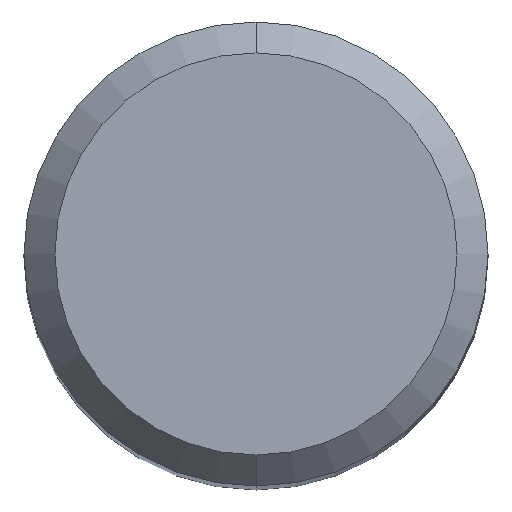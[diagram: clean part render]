
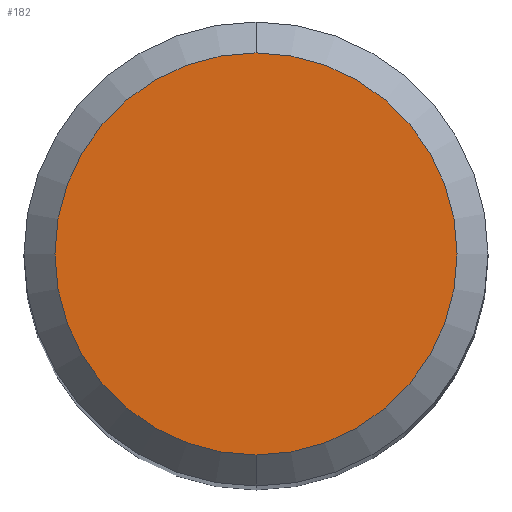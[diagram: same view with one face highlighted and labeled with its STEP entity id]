
A CAD part, top view. The second image highlights one B-rep face of the part: STEP entity #182.
In plain terms, the highlighted planar face has unit normal (0, 0, 1).
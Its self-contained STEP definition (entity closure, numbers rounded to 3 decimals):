
#160=VERTEX_POINT('',#332);
#168=VERTEX_POINT('',#341);
#182=ADVANCED_FACE('',(#356),#357,.T.);
#194=EDGE_CURVE('',#168,#160,#371,.T.);
#220=EDGE_CURVE('',#160,#168,#401,.T.);
#332=CARTESIAN_POINT('',(0.0,2.6,0.0));
#341=CARTESIAN_POINT('',(0.,-2.6,0.0));
#356=FACE_OUTER_BOUND('',#552,.T.);
#357=PLANE('',#553);
#371=CIRCLE('',#571,2.6);
#401=CIRCLE('',#611,2.6);
#552=EDGE_LOOP('',(#758,#759));
#553=AXIS2_PLACEMENT_3D('',#760,#761,#762);
#571=AXIS2_PLACEMENT_3D('',#775,#776,#777);
#611=AXIS2_PLACEMENT_3D('',#827,#828,#829);
#758=ORIENTED_EDGE('',*,*,#220,.F.);
#759=ORIENTED_EDGE('',*,*,#194,.F.);
#760=CARTESIAN_POINT('',(0.0,1.3,0.0));
#761=DIRECTION('',(-0.0,0.0,1.0));
#762=DIRECTION('',(0.0,-1.0,0.0));
#775=CARTESIAN_POINT('',(0.0,0.0,0.0));
#776=DIRECTION('',(0.0,0.0,-1.0));
#777=DIRECTION('',(0.0,1.0,0.0));
#827=CARTESIAN_POINT('',(0.0,0.0,0.0));
#828=DIRECTION('',(0.0,0.0,-1.0));
#829=DIRECTION('',(0.0,1.0,0.0));
